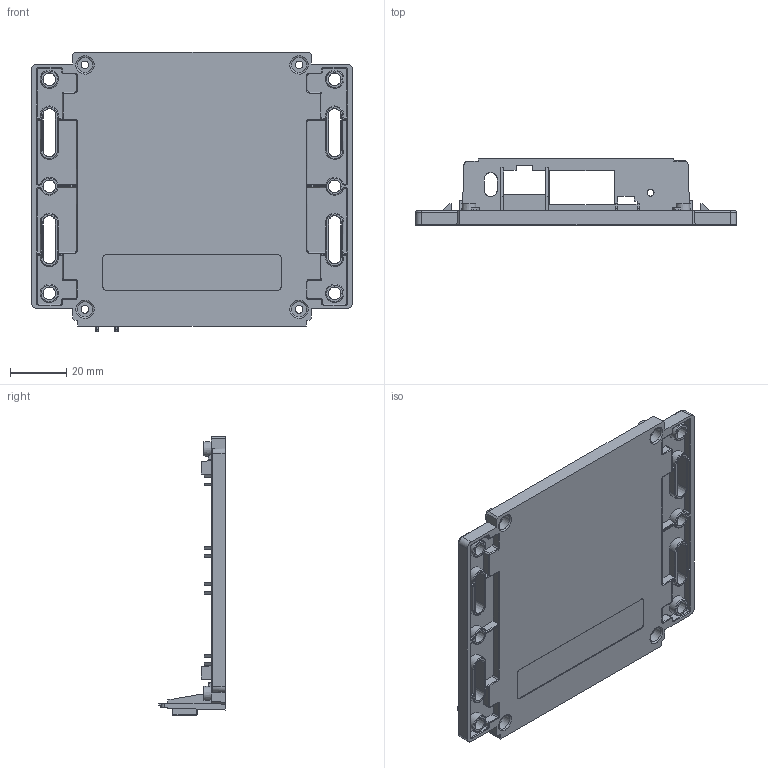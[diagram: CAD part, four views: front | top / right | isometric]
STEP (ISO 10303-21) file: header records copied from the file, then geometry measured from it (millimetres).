
FILE_DESCRIPTION(/* description */ (''),/* implementation_level */ '2;1');
FILE_NAME(/* name */ '276-2194-BOTTOM-CASE.ipt.step',/* time_stamp */ '2020-04-16T23:09:56-04:00',/* author */ ('Jordan'),/* organization */ (''),/* preprocessor_version */ 'ST-DEVELOPER v17',/* originating_system */ 'Autodesk Inventor 2019',/* authorisation */ '');
FILE_SCHEMA (('AUTOMOTIVE_DESIGN { 1 0 10303 214 3 1 1 }'));
Length unit declared in the file: inch
Products named in the file (1): 276-2194-BOTTOM-CASE
Bounding box: 114.3 x 23.64 x 99.4 mm (x, y, z)
Volume: 27676.5 mm3; surface area: 30993.9 mm2
Topology: 1 solids, 1 shells, 667 faces, 1770 edges, 1145 vertices
Faces by surface type: plane 354, cylinder 191, torus 70, bspline 28, cone 24
Full cylindrical faces by diameter (mm): 2.5 x1, 2.799 x4, 5.499 x4, 6.5 x4
Entity records: 27431 total; most frequent: CARTESIAN_POINT 10818, ORIENTED_EDGE 3536, DIRECTION 3337, EDGE_CURVE 1768, VERTEX_POINT 1145, AXIS2_PLACEMENT_3D 1123, LINE 1091, VECTOR 1091
